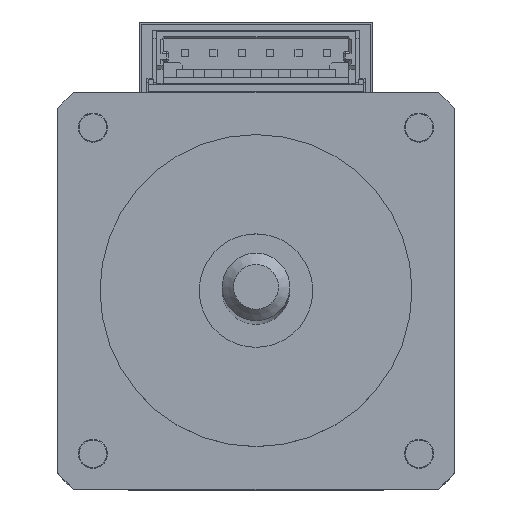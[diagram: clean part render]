
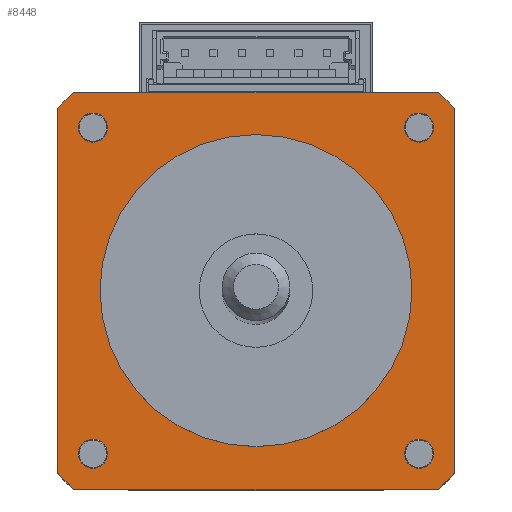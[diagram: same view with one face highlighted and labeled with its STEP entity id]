
A CAD part, top view. The second image highlights one B-rep face of the part: STEP entity #8448.
In plain terms, the highlighted planar face has unit normal (0, 0, 1).
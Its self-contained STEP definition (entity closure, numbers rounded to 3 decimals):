
#8214=CARTESIAN_POINT('',(12.525,-11.5,15.85));
#8215=VERTEX_POINT('',#8214);
#8216=CARTESIAN_POINT('',(11.5,-11.5,15.85));
#8217=DIRECTION('',(0.0,0.0,-1.0));
#8218=DIRECTION('',(1.0,0.0,0.0));
#8219=AXIS2_PLACEMENT_3D('',#8216,#8217,#8218);
#8220=CIRCLE('',#8219,1.025);
#8221=EDGE_CURVE('',#8215,#8215,#8220,.T.);
#8234=CARTESIAN_POINT('',(-10.475,11.5,15.85));
#8235=VERTEX_POINT('',#8234);
#8236=CARTESIAN_POINT('',(-11.5,11.5,15.85));
#8237=DIRECTION('',(0.0,0.0,-1.0));
#8238=DIRECTION('',(1.0,0.0,0.0));
#8239=AXIS2_PLACEMENT_3D('',#8236,#8237,#8238);
#8240=CIRCLE('',#8239,1.025);
#8241=EDGE_CURVE('',#8235,#8235,#8240,.T.);
#8254=CARTESIAN_POINT('',(12.525,11.5,15.85));
#8255=VERTEX_POINT('',#8254);
#8256=CARTESIAN_POINT('',(11.5,11.5,15.85));
#8257=DIRECTION('',(0.0,0.0,-1.0));
#8258=DIRECTION('',(1.0,0.0,0.0));
#8259=AXIS2_PLACEMENT_3D('',#8256,#8257,#8258);
#8260=CIRCLE('',#8259,1.025);
#8261=EDGE_CURVE('',#8255,#8255,#8260,.T.);
#8274=CARTESIAN_POINT('',(-10.475,-11.5,15.85));
#8275=VERTEX_POINT('',#8274);
#8276=CARTESIAN_POINT('',(-11.5,-11.5,15.85));
#8277=DIRECTION('',(0.0,0.0,-1.0));
#8278=DIRECTION('',(1.0,0.0,0.0));
#8279=AXIS2_PLACEMENT_3D('',#8276,#8277,#8278);
#8280=CIRCLE('',#8279,1.025);
#8281=EDGE_CURVE('',#8275,#8275,#8280,.T.);
#8302=CARTESIAN_POINT('',(11.0,0.,15.85));
#8303=VERTEX_POINT('',#8302);
#8304=CARTESIAN_POINT('',(0.0,0.0,15.85));
#8305=DIRECTION('',(0.0,0.0,-1.0));
#8306=DIRECTION('',(-1.0,0.0,0.0));
#8307=AXIS2_PLACEMENT_3D('',#8304,#8305,#8306);
#8308=CIRCLE('',#8307,11.0);
#8309=EDGE_CURVE('',#8303,#8303,#8308,.T.);
#8342=CARTESIAN_POINT('',(-12.845,-14.0,15.85));
#8343=VERTEX_POINT('',#8342);
#8350=CARTESIAN_POINT('',(-14.,-12.845,15.85));
#8351=VERTEX_POINT('',#8350);
#8352=CARTESIAN_POINT('',(0.0,0.0,15.85));
#8353=DIRECTION('',(0.0,0.0,1.0));
#8354=DIRECTION('',(0.737,0.676,0.0));
#8355=AXIS2_PLACEMENT_3D('',#8352,#8353,#8354);
#8356=CIRCLE('',#8355,19.);
#8357=EDGE_CURVE('',#8351,#8343,#8356,.T.);
#8368=CARTESIAN_POINT('',(0.,0.,15.85));
#8369=DIRECTION('',(0.0,0.0,1.0));
#8370=DIRECTION('',(1.0,0.0,0.0));
#8371=AXIS2_PLACEMENT_3D('',#8368,#8369,#8370);
#8372=PLANE('',#8371);
#8373=ORIENTED_EDGE('',*,*,#8357,.T.);
#8374=CARTESIAN_POINT('',(12.845,-14.0,15.85));
#8375=VERTEX_POINT('',#8374);
#8376=CARTESIAN_POINT('',(-12.845,-14.,15.85));
#8377=DIRECTION('',(1.0,0.0,0.0));
#8378=VECTOR('',#8377,25.69);
#8379=LINE('',#8376,#8378);
#8380=EDGE_CURVE('',#8343,#8375,#8379,.T.);
#8381=ORIENTED_EDGE('',*,*,#8380,.T.);
#8382=CARTESIAN_POINT('',(14.,-12.845,15.85));
#8383=VERTEX_POINT('',#8382);
#8384=CARTESIAN_POINT('',(0.0,0.0,15.85));
#8385=DIRECTION('',(0.0,0.0,1.0));
#8386=DIRECTION('',(-0.737,0.676,0.0));
#8387=AXIS2_PLACEMENT_3D('',#8384,#8385,#8386);
#8388=CIRCLE('',#8387,19.);
#8389=EDGE_CURVE('',#8375,#8383,#8388,.T.);
#8390=ORIENTED_EDGE('',*,*,#8389,.T.);
#8391=CARTESIAN_POINT('',(14.,12.845,15.85));
#8392=VERTEX_POINT('',#8391);
#8393=CARTESIAN_POINT('',(14.,-12.845,15.85));
#8394=DIRECTION('',(0.0,1.0,0.0));
#8395=VECTOR('',#8394,25.69);
#8396=LINE('',#8393,#8395);
#8397=EDGE_CURVE('',#8383,#8392,#8396,.T.);
#8398=ORIENTED_EDGE('',*,*,#8397,.T.);
#8399=CARTESIAN_POINT('',(12.845,14.0,15.85));
#8400=VERTEX_POINT('',#8399);
#8401=CARTESIAN_POINT('',(0.0,0.0,15.85));
#8402=DIRECTION('',(0.0,0.0,1.0));
#8403=DIRECTION('',(-0.737,-0.676,0.0));
#8404=AXIS2_PLACEMENT_3D('',#8401,#8402,#8403);
#8405=CIRCLE('',#8404,19.);
#8406=EDGE_CURVE('',#8392,#8400,#8405,.T.);
#8407=ORIENTED_EDGE('',*,*,#8406,.T.);
#8408=CARTESIAN_POINT('',(-12.845,14.0,15.85));
#8409=VERTEX_POINT('',#8408);
#8410=CARTESIAN_POINT('',(12.845,14.0,15.85));
#8411=DIRECTION('',(-1.0,0.0,0.0));
#8412=VECTOR('',#8411,25.69);
#8413=LINE('',#8410,#8412);
#8414=EDGE_CURVE('',#8400,#8409,#8413,.T.);
#8415=ORIENTED_EDGE('',*,*,#8414,.T.);
#8416=CARTESIAN_POINT('',(-14.,12.845,15.85));
#8417=VERTEX_POINT('',#8416);
#8418=CARTESIAN_POINT('',(0.0,0.0,15.85));
#8419=DIRECTION('',(0.0,0.0,1.0));
#8420=DIRECTION('',(0.737,-0.676,0.0));
#8421=AXIS2_PLACEMENT_3D('',#8418,#8419,#8420);
#8422=CIRCLE('',#8421,19.);
#8423=EDGE_CURVE('',#8409,#8417,#8422,.T.);
#8424=ORIENTED_EDGE('',*,*,#8423,.T.);
#8425=CARTESIAN_POINT('',(-14.,12.845,15.85));
#8426=DIRECTION('',(0.0,-1.0,0.0));
#8427=VECTOR('',#8426,25.69);
#8428=LINE('',#8425,#8427);
#8429=EDGE_CURVE('',#8417,#8351,#8428,.T.);
#8430=ORIENTED_EDGE('',*,*,#8429,.T.);
#8431=EDGE_LOOP('',(#8373,#8381,#8390,#8398,#8407,#8415,#8424,#8430));
#8432=FACE_OUTER_BOUND('',#8431,.T.);
#8433=ORIENTED_EDGE('',*,*,#8221,.T.);
#8434=EDGE_LOOP('',(#8433));
#8435=FACE_BOUND('',#8434,.T.);
#8436=ORIENTED_EDGE('',*,*,#8241,.T.);
#8437=EDGE_LOOP('',(#8436));
#8438=FACE_BOUND('',#8437,.T.);
#8439=ORIENTED_EDGE('',*,*,#8261,.T.);
#8440=EDGE_LOOP('',(#8439));
#8441=FACE_BOUND('',#8440,.T.);
#8442=ORIENTED_EDGE('',*,*,#8281,.T.);
#8443=EDGE_LOOP('',(#8442));
#8444=FACE_BOUND('',#8443,.T.);
#8445=ORIENTED_EDGE('',*,*,#8309,.T.);
#8446=EDGE_LOOP('',(#8445));
#8447=FACE_BOUND('',#8446,.T.);
#8448=ADVANCED_FACE('',(#8432,#8435,#8438,#8441,#8444,#8447),#8372,.T.);
